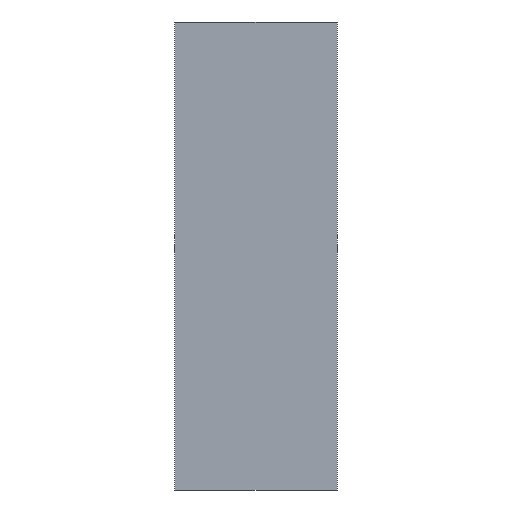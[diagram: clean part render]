
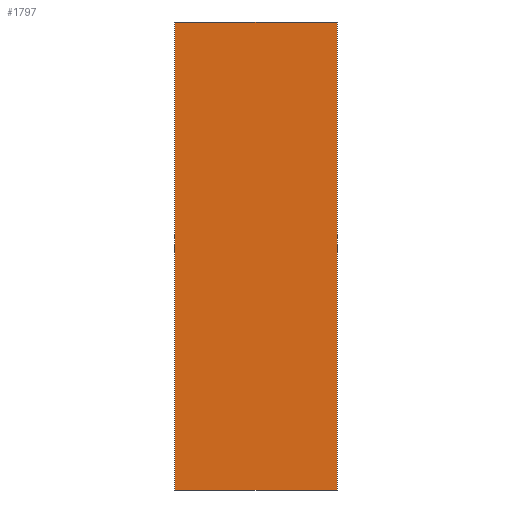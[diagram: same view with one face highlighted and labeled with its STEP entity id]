
A CAD part, front view. The second image highlights one B-rep face of the part: STEP entity #1797.
In plain terms, the highlighted planar face has unit normal (0, -1, 0).
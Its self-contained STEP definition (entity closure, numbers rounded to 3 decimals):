
#5=DIRECTION('',(1.,0.,0.));
#6=VECTOR('',#5,40.);
#7=CARTESIAN_POINT('',(-20.,-20.,-57.5));
#8=LINE('',#7,#6);
#81=DIRECTION('',(0.,0.,1.));
#82=VECTOR('',#81,115.);
#83=CARTESIAN_POINT('',(20.,-20.,-57.5));
#84=LINE('',#83,#82);
#85=DIRECTION('',(0.,0.,1.));
#86=VECTOR('',#85,115.);
#87=CARTESIAN_POINT('',(-20.,-20.,-57.5));
#88=LINE('',#87,#86);
#101=DIRECTION('',(1.,0.,0.));
#102=VECTOR('',#101,40.);
#103=CARTESIAN_POINT('',(-20.,-20.,57.5));
#104=LINE('',#103,#102);
#1528=CARTESIAN_POINT('',(-20.,-20.,-57.5));
#1530=VERTEX_POINT('',#1528);
#1531=CARTESIAN_POINT('',(20.,-20.,-57.5));
#1532=VERTEX_POINT('',#1531);
#1536=CARTESIAN_POINT('',(-20.,-20.,57.5));
#1538=VERTEX_POINT('',#1536);
#1539=CARTESIAN_POINT('',(20.,-20.,57.5));
#1540=VERTEX_POINT('',#1539);
#1785=CARTESIAN_POINT('',(-20.,-20.,-57.5));
#1786=DIRECTION('',(0.,-1.,0.));
#1787=DIRECTION('',(1.,0.,0.));
#1788=AXIS2_PLACEMENT_3D('',#1785,#1786,#1787);
#1789=PLANE('',#1788);
#1790=ORIENTED_EDGE('',*,*,#1701,.F.);
#1791=ORIENTED_EDGE('',*,*,#1726,.T.);
#1793=ORIENTED_EDGE('',*,*,#1792,.T.);
#1794=ORIENTED_EDGE('',*,*,#1777,.F.);
#1795=EDGE_LOOP('',(#1790,#1791,#1793,#1794));
#1796=FACE_OUTER_BOUND('',#1795,.F.);
#1797=ADVANCED_FACE('',(#1796),#1789,.T.);
#1701=EDGE_CURVE('',#1530,#1532,#8,.T.);
#1726=EDGE_CURVE('',#1530,#1538,#88,.T.);
#1777=EDGE_CURVE('',#1532,#1540,#84,.T.);
#1792=EDGE_CURVE('',#1538,#1540,#104,.T.);
